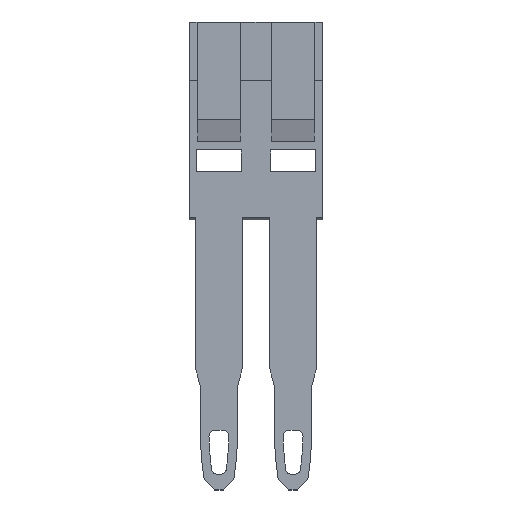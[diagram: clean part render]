
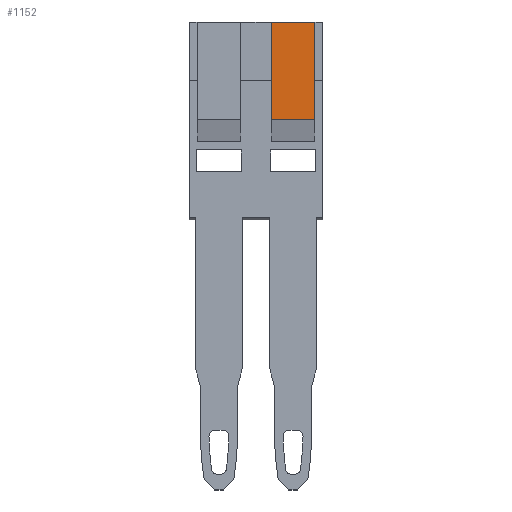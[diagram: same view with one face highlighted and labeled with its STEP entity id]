
A CAD part, top view. The second image highlights one B-rep face of the part: STEP entity #1152.
In plain terms, the highlighted face is planar.
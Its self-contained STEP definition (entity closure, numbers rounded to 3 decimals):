
#301=DIRECTION('',(0.,1.,0.));
#302=VECTOR('',#301,6.707);
#303=CARTESIAN_POINT('',(4.65,37.793,-14.));
#304=LINE('',#303,#302);
#350=DIRECTION('',(0.,0.,1.));
#351=VECTOR('',#350,3.);
#352=CARTESIAN_POINT('',(4.65,37.793,-14.));
#353=LINE('',#352,#351);
#357=DIRECTION('',(0.,1.,0.));
#358=VECTOR('',#357,6.707);
#359=CARTESIAN_POINT('',(4.65,37.793,-11.));
#360=LINE('',#359,#358);
#364=DIRECTION('',(0.,0.,-1.));
#365=VECTOR('',#364,3.);
#366=CARTESIAN_POINT('',(4.65,44.5,-11.));
#367=LINE('',#366,#365);
#713=CARTESIAN_POINT('',(4.65,37.793,-14.));
#714=VERTEX_POINT('',#713);
#715=CARTESIAN_POINT('',(4.65,44.5,-14.));
#716=VERTEX_POINT('',#715);
#765=CARTESIAN_POINT('',(4.65,44.5,-11.));
#766=VERTEX_POINT('',#765);
#775=CARTESIAN_POINT('',(4.65,37.793,-11.));
#776=VERTEX_POINT('',#775);
#1140=CARTESIAN_POINT('',(4.65,37.,-15.5));
#1141=DIRECTION('',(1.,0.,0.));
#1142=DIRECTION('',(0.,1.,0.));
#1143=AXIS2_PLACEMENT_3D('',#1140,#1141,#1142);
#1144=PLANE('',#1143);
#1146=ORIENTED_EDGE('',*,*,#1145,.T.);
#1147=ORIENTED_EDGE('',*,*,#1123,.T.);
#1148=ORIENTED_EDGE('',*,*,#861,.T.);
#1149=ORIENTED_EDGE('',*,*,#1082,.F.);
#1150=EDGE_LOOP('',(#1146,#1147,#1148,#1149));
#1151=FACE_OUTER_BOUND('',#1150,.F.);
#861=EDGE_CURVE('',#766,#716,#367,.T.);
#1082=EDGE_CURVE('',#714,#716,#304,.T.);
#1123=EDGE_CURVE('',#776,#766,#360,.T.);
#1145=EDGE_CURVE('',#714,#776,#353,.T.);
#1152=ADVANCED_FACE('',(#1151),#1144,.T.);
